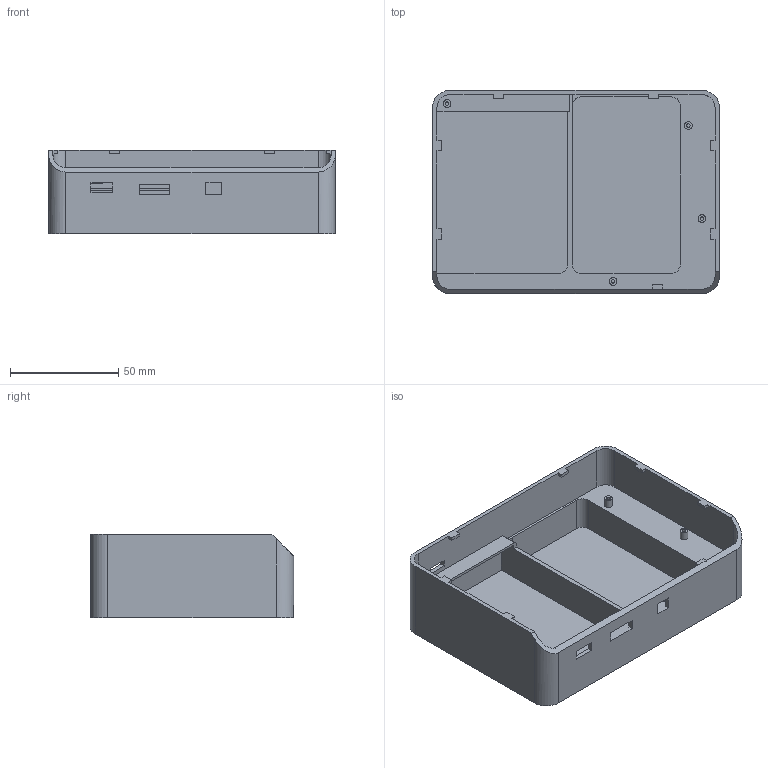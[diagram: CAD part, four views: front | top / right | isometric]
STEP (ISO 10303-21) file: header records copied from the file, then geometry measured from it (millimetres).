
FILE_DESCRIPTION(('FreeCAD Model'),'2;1');
FILE_NAME('Open CASCADE Shape Model','2025-03-21T16:25:57',(''),(''), 'Open CASCADE STEP processor 7.8','FreeCAD','Unknown');
FILE_SCHEMA(('AUTOMOTIVE_DESIGN { 1 0 10303 214 1 1 1 1 }'));
Length unit declared in the file: millimetre
Products named in the file (1): case
Bounding box: 132.63 x 93.98 x 38.5 mm (x, y, z)
Volume: 94427.3 mm3; surface area: 58027.2 mm2
Topology: 1 solids, 1 shells, 97 faces, 268 edges, 178 vertices
Faces by surface type: plane 75, cylinder 22
Full cylindrical faces by diameter (mm): 1.6 x4, 3.6 x4
Entity records: 3107 total; most frequent: CARTESIAN_POINT 549, ORIENTED_EDGE 536, DIRECTION 503, EDGE_CURVE 268, LINE 219, VECTOR 219, VERTEX_POINT 178, AXIS2_PLACEMENT_3D 142
